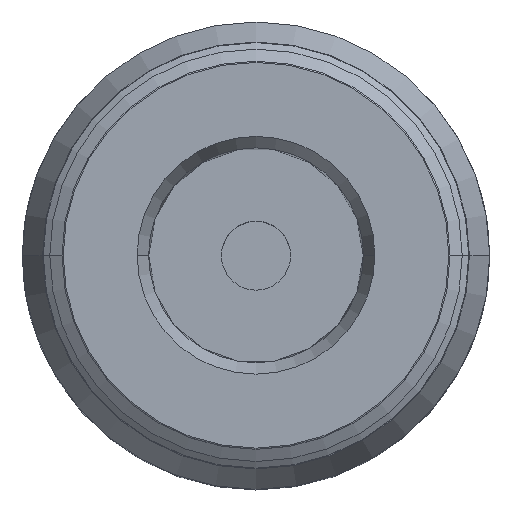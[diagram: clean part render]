
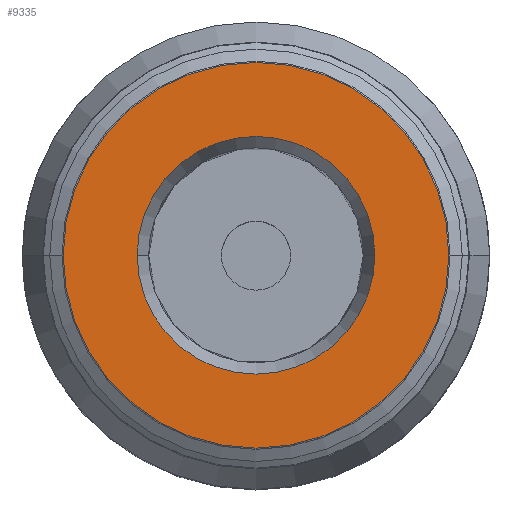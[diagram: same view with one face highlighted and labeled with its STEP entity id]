
A CAD part, top view. The second image highlights one B-rep face of the part: STEP entity #9335.
In plain terms, the highlighted face is planar.
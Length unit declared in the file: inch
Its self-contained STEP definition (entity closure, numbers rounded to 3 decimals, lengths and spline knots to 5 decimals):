
#334 = ORIENTED_EDGE ( 'NONE', *, *, #4046, .F. ) ;
#391 = EDGE_LOOP ( 'NONE', ( #2332, #3946 ) ) ;
#696 = AXIS2_PLACEMENT_3D ( 'NONE', #6100, #8355, #3177 ) ;
#758 = CARTESIAN_POINT ( 'NONE',  ( 0.47493, 0., -0.17348 ) ) ;
#908 = AXIS2_PLACEMENT_3D ( 'NONE', #8027, #6586, #3649 ) ;
#1102 = EDGE_CURVE ( 'NONE', #5162, #8168, #5992, .T. ) ;
#1220 = CIRCLE ( 'NONE', #908, 0.17348 ) ;
#1302 = CARTESIAN_POINT ( 'NONE',  ( 0.47493, 0., 0. ) ) ;
#1408 = DIRECTION ( 'NONE',  ( -1., 0., 0. ) ) ;
#1616 = PLANE ( 'NONE',  #7338 ) ;
#1657 = DIRECTION ( 'NONE',  ( 0., 0., 1. ) ) ;
#2266 = CARTESIAN_POINT ( 'NONE',  ( 0.47493, 0., -0.28148 ) ) ;
#2332 = ORIENTED_EDGE ( 'NONE', *, *, #1102, .T. ) ;
#2371 = CARTESIAN_POINT ( 'NONE',  ( 0.47493, 0., 0.17348 ) ) ;
#2513 = AXIS2_PLACEMENT_3D ( 'NONE', #1302, #4809, #4895 ) ;
#2720 = VERTEX_POINT ( 'NONE', #2266 ) ;
#2930 = DIRECTION ( 'NONE',  ( 0., 0., 1. ) ) ;
#2980 = CARTESIAN_POINT ( 'NONE',  ( 0.47493, 0., 0. ) ) ;
#3177 = DIRECTION ( 'NONE',  ( 0., 0., 1. ) ) ;
#3435 = CIRCLE ( 'NONE', #696, 0.28148 ) ;
#3649 = DIRECTION ( 'NONE',  ( 0., 0., 1. ) ) ;
#3706 = CARTESIAN_POINT ( 'NONE',  ( 0.47493, 0., -0.17348 ) ) ;
#3755 = EDGE_CURVE ( 'NONE', #2720, #8240, #3435, .T. ) ;
#3946 = ORIENTED_EDGE ( 'NONE', *, *, #7930, .T. ) ;
#4046 = EDGE_CURVE ( 'NONE', #8240, #2720, #7038, .T. ) ;
#4419 = FACE_OUTER_BOUND ( 'NONE', #7563, .T. ) ;
#4809 = DIRECTION ( 'NONE',  ( -1., 0., 0. ) ) ;
#4895 = DIRECTION ( 'NONE',  ( 0., 0., 1. ) ) ;
#5162 = VERTEX_POINT ( 'NONE', #758 ) ;
#5380 = AXIS2_PLACEMENT_3D ( 'NONE', #2980, #1408, #2930 ) ;
#5992 = CIRCLE ( 'NONE', #2513, 0.17348 ) ;
#6100 = CARTESIAN_POINT ( 'NONE',  ( 0.47493, 0., 0. ) ) ;
#6586 = DIRECTION ( 'NONE',  ( -1., 0., 0. ) ) ;
#6598 = DIRECTION ( 'NONE',  ( -1., 0., 0. ) ) ;
#7038 = CIRCLE ( 'NONE', #5380, 0.28148 ) ;
#7312 = FACE_BOUND ( 'NONE', #391, .T. ) ;
#7338 = AXIS2_PLACEMENT_3D ( 'NONE', #3706, #6598, #1657 ) ;
#7563 = EDGE_LOOP ( 'NONE', ( #334, #7733 ) ) ;
#7727 = CARTESIAN_POINT ( 'NONE',  ( 0.47493, 0., 0.28148 ) ) ;
#7733 = ORIENTED_EDGE ( 'NONE', *, *, #3755, .F. ) ;
#7930 = EDGE_CURVE ( 'NONE', #8168, #5162, #1220, .T. ) ;
#8027 = CARTESIAN_POINT ( 'NONE',  ( 0.47493, 0., 0. ) ) ;
#8168 = VERTEX_POINT ( 'NONE', #2371 ) ;
#8240 = VERTEX_POINT ( 'NONE', #7727 ) ;
#8355 = DIRECTION ( 'NONE',  ( -1., 0., 0. ) ) ;
#9335 = ADVANCED_FACE ( 'NONE', ( #4419, #7312 ), #1616, .F. ) ;
